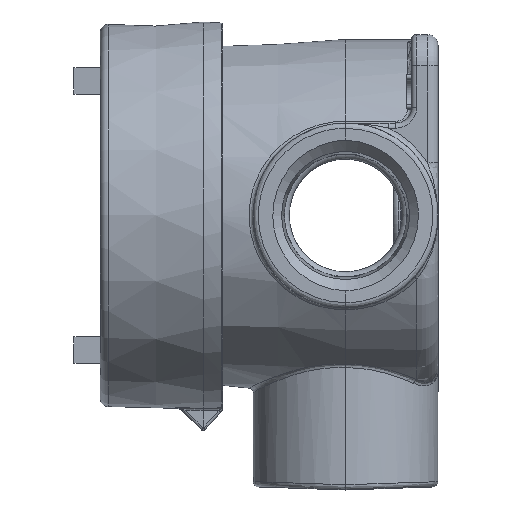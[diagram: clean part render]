
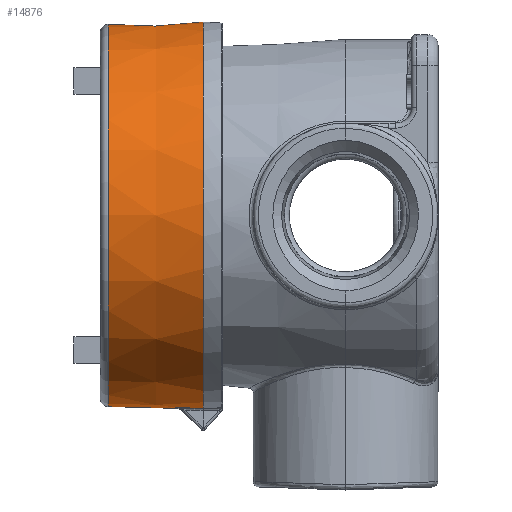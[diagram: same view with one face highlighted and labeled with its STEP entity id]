
A CAD part, left-side view. The second image highlights one B-rep face of the part: STEP entity #14876.
In plain terms, the highlighted conical face has half-angle 1.5 degrees and reference radius 58.214 mm.
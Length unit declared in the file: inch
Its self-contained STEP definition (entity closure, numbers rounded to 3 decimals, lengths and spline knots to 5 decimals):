
#1974=LINE('',#53826,#3238);
#3238=VECTOR('',#19124,2.29188);
#3288=CONICAL_SURFACE('',#15926,2.29188,0.026);
#4084=FACE_OUTER_BOUND('',#4985,.T.);
#4985=EDGE_LOOP('',(#13584,#13585,#13586,#13587,#13588,#13589,#13590,#13591));
#5512=B_SPLINE_CURVE_WITH_KNOTS('',3,(#53808,#53809,#53810,#53811,#53812,
#53813,#53814,#53815,#53816,#53817),.UNSPECIFIED.,.F.,.F.,(4,2,2,2,4),(0.,
0.25,0.5,0.75,1.),.UNSPECIFIED.);
#5513=B_SPLINE_CURVE_WITH_KNOTS('',3,(#53819,#53820,#53821,#53822),
 .UNSPECIFIED.,.F.,.F.,(4,4),(0.,1.),.UNSPECIFIED.);
#5514=B_SPLINE_CURVE_WITH_KNOTS('',3,(#53830,#53831,#53832,#53833),
 .UNSPECIFIED.,.F.,.F.,(4,4),(0.,1.),.UNSPECIFIED.);
#5859=CIRCLE('',#15927,2.29188);
#5860=CIRCLE('',#15928,2.26235);
#5861=CIRCLE('',#15929,2.29188);
#7218=VERTEX_POINT('',#53806);
#7219=VERTEX_POINT('',#53807);
#7220=VERTEX_POINT('',#53818);
#7221=VERTEX_POINT('',#53823);
#7222=VERTEX_POINT('',#53825);
#7223=VERTEX_POINT('',#53828);
#9352=EDGE_CURVE('',#7218,#7219,#5512,.T.);
#9353=EDGE_CURVE('',#7219,#7220,#5513,.T.);
#9354=EDGE_CURVE('',#7220,#7221,#5859,.F.);
#9355=EDGE_CURVE('',#7221,#7222,#1974,.T.);
#9356=EDGE_CURVE('',#7222,#7222,#5860,.T.);
#9357=EDGE_CURVE('',#7221,#7223,#5861,.F.);
#9358=EDGE_CURVE('',#7223,#7218,#5514,.T.);
#13584=ORIENTED_EDGE('',*,*,#9352,.T.);
#13585=ORIENTED_EDGE('',*,*,#9353,.T.);
#13586=ORIENTED_EDGE('',*,*,#9354,.T.);
#13587=ORIENTED_EDGE('',*,*,#9355,.T.);
#13588=ORIENTED_EDGE('',*,*,#9356,.T.);
#13589=ORIENTED_EDGE('',*,*,#9355,.F.);
#13590=ORIENTED_EDGE('',*,*,#9357,.T.);
#13591=ORIENTED_EDGE('',*,*,#9358,.T.);
#14876=ADVANCED_FACE('',(#4084),#3288,.T.);
#15926=AXIS2_PLACEMENT_3D('',#53805,#19120,#19121);
#15927=AXIS2_PLACEMENT_3D('',#53824,#19122,#19123);
#15928=AXIS2_PLACEMENT_3D('',#53827,#19125,#19126);
#15929=AXIS2_PLACEMENT_3D('',#53829,#19127,#19128);
#19120=DIRECTION('center_axis',(0.,0.,-1.));
#19121=DIRECTION('ref_axis',(1.,0.,0.));
#19122=DIRECTION('center_axis',(0.,0.,-1.));
#19123=DIRECTION('ref_axis',(0.094,-0.996,0.));
#19124=DIRECTION('',(0.026,0.,1.));
#19125=DIRECTION('center_axis',(0.,0.,-1.));
#19126=DIRECTION('ref_axis',(-1.,0.,0.));
#19127=DIRECTION('center_axis',(0.,0.,-1.));
#19128=DIRECTION('ref_axis',(0.094,-0.996,0.));
#53805=CARTESIAN_POINT('Origin',(0.,0.,0.25));
#53806=CARTESIAN_POINT('',(-0.20732,-2.27386,0.57789));
#53807=CARTESIAN_POINT('',(0.20732,-2.27386,0.57789));
#53808=CARTESIAN_POINT('Ctrl Pts',(-0.20732,-2.27386,
0.57789));
#53809=CARTESIAN_POINT('Ctrl Pts',(-0.17295,-2.27708,
0.57453));
#53810=CARTESIAN_POINT('Ctrl Pts',(-0.13826,-2.27952,
0.57199));
#53811=CARTESIAN_POINT('Ctrl Pts',(-0.06895,-2.28275,
0.56862));
#53812=CARTESIAN_POINT('Ctrl Pts',(-0.03423,-2.28356,
0.56778));
#53813=CARTESIAN_POINT('Ctrl Pts',(0.03531,-2.28355,
0.56779));
#53814=CARTESIAN_POINT('Ctrl Pts',(0.07008,-2.28272,
0.56866));
#53815=CARTESIAN_POINT('Ctrl Pts',(0.13902,-2.27947,
0.57204));
#53816=CARTESIAN_POINT('Ctrl Pts',(0.17327,-2.27705,
0.57457));
#53817=CARTESIAN_POINT('Ctrl Pts',(0.20732,-2.27386,
0.57789));
#53818=CARTESIAN_POINT('',(0.2158,-2.28169,0.25));
#53819=CARTESIAN_POINT('Ctrl Pts',(0.20732,-2.27386,
0.57789));
#53820=CARTESIAN_POINT('Ctrl Pts',(0.21014,-2.27647,
0.4686));
#53821=CARTESIAN_POINT('Ctrl Pts',(0.21297,-2.27909,
0.3593));
#53822=CARTESIAN_POINT('Ctrl Pts',(0.2158,-2.28169,
0.25));
#53823=CARTESIAN_POINT('',(-2.29188,0.,0.25));
#53824=CARTESIAN_POINT('Origin',(0.,0.,
0.25));
#53825=CARTESIAN_POINT('',(-2.26235,0.,1.37745));
#53826=CARTESIAN_POINT('',(-2.29188,0.,0.25));
#53827=CARTESIAN_POINT('Origin',(0.,0.,1.37745));
#53828=CARTESIAN_POINT('',(-0.2158,-2.28169,0.25));
#53829=CARTESIAN_POINT('Origin',(0.,0.,
0.25));
#53830=CARTESIAN_POINT('Ctrl Pts',(-0.2158,-2.28169,
0.25));
#53831=CARTESIAN_POINT('Ctrl Pts',(-0.21297,-2.27909,
0.3593));
#53832=CARTESIAN_POINT('Ctrl Pts',(-0.21014,-2.27647,
0.4686));
#53833=CARTESIAN_POINT('Ctrl Pts',(-0.20732,-2.27386,
0.57789));
